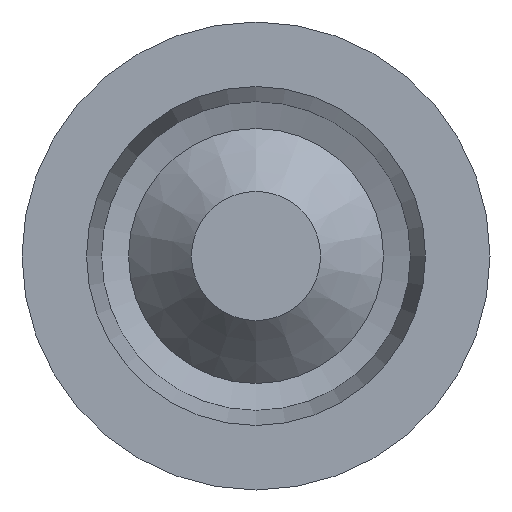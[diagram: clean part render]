
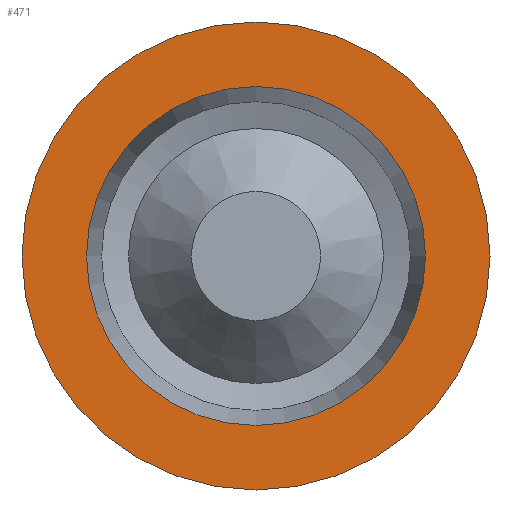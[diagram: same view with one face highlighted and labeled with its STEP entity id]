
A CAD part, front view. The second image highlights one B-rep face of the part: STEP entity #471.
In plain terms, the highlighted planar face has unit normal (0, -1, 0).
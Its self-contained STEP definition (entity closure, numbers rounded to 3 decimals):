
#380 = CONICAL_SURFACE('',#381,14.02,0.08);
#381 = AXIS2_PLACEMENT_3D('',#382,#383,#384);
#382 = CARTESIAN_POINT('',(0.,6.,0.));
#383 = DIRECTION('',(0.,-1.,0.));
#384 = DIRECTION('',(0.,0.,-1.));
#417 = EDGE_CURVE('',#418,#418,#420,.T.);
#418 = VERTEX_POINT('',#419);
#419 = CARTESIAN_POINT('',(0.,0.,-14.5));
#420 = SURFACE_CURVE('',#421,(#426,#433),.PCURVE_S1.);
#421 = CIRCLE('',#422,14.5);
#422 = AXIS2_PLACEMENT_3D('',#423,#424,#425);
#423 = CARTESIAN_POINT('',(0.,0.,0.));
#424 = DIRECTION('',(0.,-1.,0.));
#425 = DIRECTION('',(0.,0.,-1.));
#426 = PCURVE('',#380,#427);
#427 = DEFINITIONAL_REPRESENTATION('',(#428),#432);
#428 = LINE('',#429,#430);
#429 = CARTESIAN_POINT('',(0.,6.));
#430 = VECTOR('',#431,1.);
#431 = DIRECTION('',(1.,0.));
#432 = ( GEOMETRIC_REPRESENTATION_CONTEXT(2) 
PARAMETRIC_REPRESENTATION_CONTEXT() REPRESENTATION_CONTEXT('2D SPACE',''
  ) );
#433 = PCURVE('',#434,#439);
#434 = PLANE('',#435);
#435 = AXIS2_PLACEMENT_3D('',#436,#437,#438);
#436 = CARTESIAN_POINT('',(14.5,0.,0.));
#437 = DIRECTION('',(0.,1.,0.));
#438 = DIRECTION('',(0.,-0.,1.));
#439 = DEFINITIONAL_REPRESENTATION('',(#440),#448);
#440 = ( BOUNDED_CURVE() B_SPLINE_CURVE(2,(#441,#442,#443,#444,#445,#446
,#447),.UNSPECIFIED.,.T.,.F.) B_SPLINE_CURVE_WITH_KNOTS((1,2,2,2,2,1),(
    -2.094,0.,2.094,4.189,6.283,
8.378),.UNSPECIFIED.) CURVE() GEOMETRIC_REPRESENTATION_ITEM() 
RATIONAL_B_SPLINE_CURVE((1.,0.5,1.,0.5,1.,0.5,1.)) REPRESENTATION_ITEM(
  '') );
#441 = CARTESIAN_POINT('',(-14.5,-14.5));
#442 = CARTESIAN_POINT('',(-14.5,10.615));
#443 = CARTESIAN_POINT('',(7.25,-1.943));
#444 = CARTESIAN_POINT('',(29.,-14.5));
#445 = CARTESIAN_POINT('',(7.25,-27.057));
#446 = CARTESIAN_POINT('',(-14.5,-39.615));
#447 = CARTESIAN_POINT('',(-14.5,-14.5));
#448 = ( GEOMETRIC_REPRESENTATION_CONTEXT(2) 
PARAMETRIC_REPRESENTATION_CONTEXT() REPRESENTATION_CONTEXT('2D SPACE',''
  ) );
#471 = ADVANCED_FACE('',(#472,#507),#434,.F.);
#472 = FACE_BOUND('',#473,.T.);
#473 = EDGE_LOOP('',(#474));
#474 = ORIENTED_EDGE('',*,*,#475,.F.);
#475 = EDGE_CURVE('',#476,#476,#478,.T.);
#476 = VERTEX_POINT('',#477);
#477 = CARTESIAN_POINT('',(0.,0.,-10.5));
#478 = SURFACE_CURVE('',#479,(#484,#495),.PCURVE_S1.);
#479 = CIRCLE('',#480,10.5);
#480 = AXIS2_PLACEMENT_3D('',#481,#482,#483);
#481 = CARTESIAN_POINT('',(0.,0.,0.));
#482 = DIRECTION('',(0.,-1.,0.));
#483 = DIRECTION('',(0.,0.,-1.));
#484 = PCURVE('',#434,#485);
#485 = DEFINITIONAL_REPRESENTATION('',(#486),#494);
#486 = ( BOUNDED_CURVE() B_SPLINE_CURVE(2,(#487,#488,#489,#490,#491,#492
,#493),.UNSPECIFIED.,.T.,.F.) B_SPLINE_CURVE_WITH_KNOTS((1,2,2,2,2,1),(
    -2.094,0.,2.094,4.189,6.283,
8.378),.UNSPECIFIED.) CURVE() GEOMETRIC_REPRESENTATION_ITEM() 
RATIONAL_B_SPLINE_CURVE((1.,0.5,1.,0.5,1.,0.5,1.)) REPRESENTATION_ITEM(
  '') );
#487 = CARTESIAN_POINT('',(-10.5,-14.5));
#488 = CARTESIAN_POINT('',(-10.5,3.687));
#489 = CARTESIAN_POINT('',(5.25,-5.407));
#490 = CARTESIAN_POINT('',(21.,-14.5));
#491 = CARTESIAN_POINT('',(5.25,-23.593));
#492 = CARTESIAN_POINT('',(-10.5,-32.687));
#493 = CARTESIAN_POINT('',(-10.5,-14.5));
#494 = ( GEOMETRIC_REPRESENTATION_CONTEXT(2) 
PARAMETRIC_REPRESENTATION_CONTEXT() REPRESENTATION_CONTEXT('2D SPACE',''
  ) );
#495 = PCURVE('',#496,#501);
#496 = CYLINDRICAL_SURFACE('',#497,10.5);
#497 = AXIS2_PLACEMENT_3D('',#498,#499,#500);
#498 = CARTESIAN_POINT('',(0.,0.,0.));
#499 = DIRECTION('',(0.,-1.,0.));
#500 = DIRECTION('',(0.,0.,-1.));
#501 = DEFINITIONAL_REPRESENTATION('',(#502),#506);
#502 = LINE('',#503,#504);
#503 = CARTESIAN_POINT('',(0.,0.));
#504 = VECTOR('',#505,1.);
#505 = DIRECTION('',(1.,-0.));
#506 = ( GEOMETRIC_REPRESENTATION_CONTEXT(2) 
PARAMETRIC_REPRESENTATION_CONTEXT() REPRESENTATION_CONTEXT('2D SPACE',''
  ) );
#507 = FACE_BOUND('',#508,.T.);
#508 = EDGE_LOOP('',(#509));
#509 = ORIENTED_EDGE('',*,*,#417,.T.);
